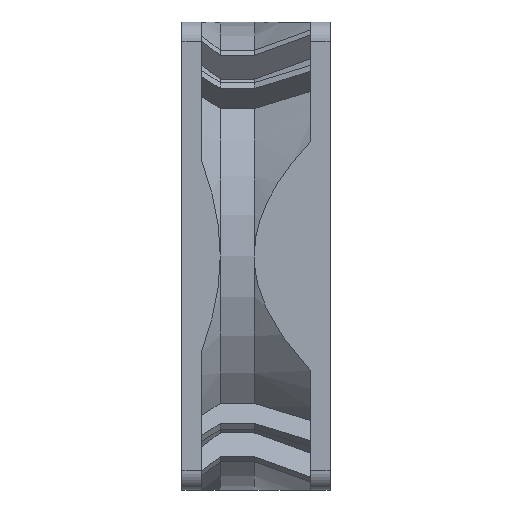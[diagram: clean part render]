
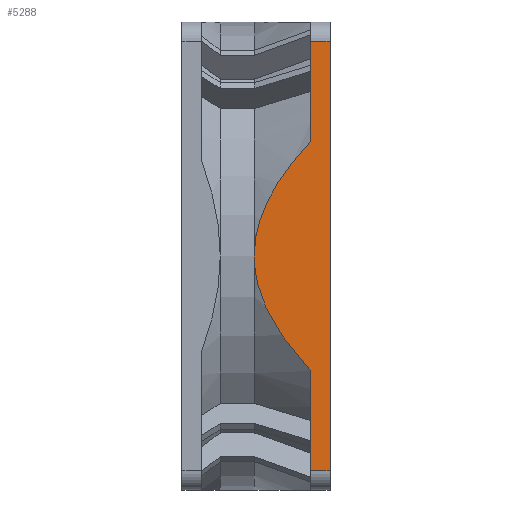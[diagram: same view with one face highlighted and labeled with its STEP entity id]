
A CAD part, left-side view. The second image highlights one B-rep face of the part: STEP entity #5288.
In plain terms, the highlighted planar face has unit normal (-1, 0, 0).
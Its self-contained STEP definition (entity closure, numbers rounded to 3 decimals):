
#153=(
BOUNDED_CURVE()
B_SPLINE_CURVE(2,(#7825,#7826,#7827),.UNSPECIFIED.,.F.,.F.)
B_SPLINE_CURVE_WITH_KNOTS((3,3),(0.452,3.926),
 .UNSPECIFIED.)
CURVE()
GEOMETRIC_REPRESENTATION_ITEM()
RATIONAL_B_SPLINE_CURVE((1.007,1.032,1.))
REPRESENTATION_ITEM('')
);
#154=(
BOUNDED_CURVE()
B_SPLINE_CURVE(2,(#7898,#7899,#7900),.UNSPECIFIED.,.F.,.F.)
B_SPLINE_CURVE_WITH_KNOTS((3,3),(3.926,7.399),
 .UNSPECIFIED.)
CURVE()
GEOMETRIC_REPRESENTATION_ITEM()
RATIONAL_B_SPLINE_CURVE((1.,1.032,1.007))
REPRESENTATION_ITEM('')
);
#342=PLANE('',#5738);
#557=FACE_OUTER_BOUND('',#870,.T.);
#870=EDGE_LOOP('',(#4339,#4340,#4341,#4342,#4343,#4344,#4345));
#1219=LINE('',#7846,#1700);
#1226=LINE('',#7872,#1707);
#1282=LINE('',#8046,#1763);
#1341=LINE('',#8372,#1822);
#1342=LINE('',#8373,#1823);
#1700=VECTOR('',#6398,10.);
#1707=VECTOR('',#6417,10.);
#1763=VECTOR('',#6567,10.);
#1822=VECTOR('',#6832,10.);
#1823=VECTOR('',#6833,10.);
#2292=VERTEX_POINT('',#7814);
#2295=VERTEX_POINT('',#7823);
#2303=VERTEX_POINT('',#7844);
#2315=VERTEX_POINT('',#7869);
#2316=VERTEX_POINT('',#7871);
#2374=VERTEX_POINT('',#8044);
#2375=VERTEX_POINT('',#8045);
#2879=EDGE_CURVE('',#2295,#2292,#153,.T.);
#2889=EDGE_CURVE('',#2295,#2303,#1219,.T.);
#2901=EDGE_CURVE('',#2316,#2315,#1226,.T.);
#2916=EDGE_CURVE('',#2292,#2315,#154,.T.);
#2988=EDGE_CURVE('',#2374,#2375,#1282,.T.);
#3128=EDGE_CURVE('',#2316,#2374,#1341,.T.);
#3129=EDGE_CURVE('',#2303,#2375,#1342,.T.);
#4339=ORIENTED_EDGE('',*,*,#2988,.F.);
#4340=ORIENTED_EDGE('',*,*,#3128,.F.);
#4341=ORIENTED_EDGE('',*,*,#2901,.T.);
#4342=ORIENTED_EDGE('',*,*,#2916,.F.);
#4343=ORIENTED_EDGE('',*,*,#2879,.F.);
#4344=ORIENTED_EDGE('',*,*,#2889,.T.);
#4345=ORIENTED_EDGE('',*,*,#3129,.T.);
#5288=ADVANCED_FACE('',(#557),#342,.T.);
#5738=AXIS2_PLACEMENT_3D('',#8371,#6830,#6831);
#6398=DIRECTION('',(0.,0.,-1.));
#6417=DIRECTION('',(0.,0.,-1.));
#6567=DIRECTION('',(0.,0.,-1.));
#6830=DIRECTION('center_axis',(-1.,0.,0.));
#6831=DIRECTION('ref_axis',(0.,0.,
-1.));
#6832=DIRECTION('',(0.,-1.,0.));
#6833=DIRECTION('',(0.,-1.,0.));
#7814=CARTESIAN_POINT('',(-60.,0.45,0.));
#7823=CARTESIAN_POINT('',(-60.,-14.,-29.465));
#7825=CARTESIAN_POINT('Ctrl Pts',(-60.,-14.,-29.465));
#7826=CARTESIAN_POINT('Ctrl Pts',(-60.,0.45,-13.938));
#7827=CARTESIAN_POINT('Ctrl Pts',(-60.,0.45,0.));
#7844=CARTESIAN_POINT('',(-60.,-14.,-55.));
#7846=CARTESIAN_POINT('',(-60.,-14.,55.));
#7869=CARTESIAN_POINT('',(-60.,-14.,29.465));
#7871=CARTESIAN_POINT('',(-60.,-14.,55.));
#7872=CARTESIAN_POINT('',(-60.,-14.,55.));
#7898=CARTESIAN_POINT('Ctrl Pts',(-60.,0.45,0.));
#7899=CARTESIAN_POINT('Ctrl Pts',(-60.,0.45,13.938));
#7900=CARTESIAN_POINT('Ctrl Pts',(-60.,-14.,29.465));
#8044=CARTESIAN_POINT('',(-60.,-19.,55.));
#8045=CARTESIAN_POINT('',(-60.,-19.,-55.));
#8046=CARTESIAN_POINT('',(-60.,-19.,55.));
#8371=CARTESIAN_POINT('Origin',(-60.,-14.,55.));
#8372=CARTESIAN_POINT('',(-60.,-14.,55.));
#8373=CARTESIAN_POINT('',(-60.,-14.,-55.));
